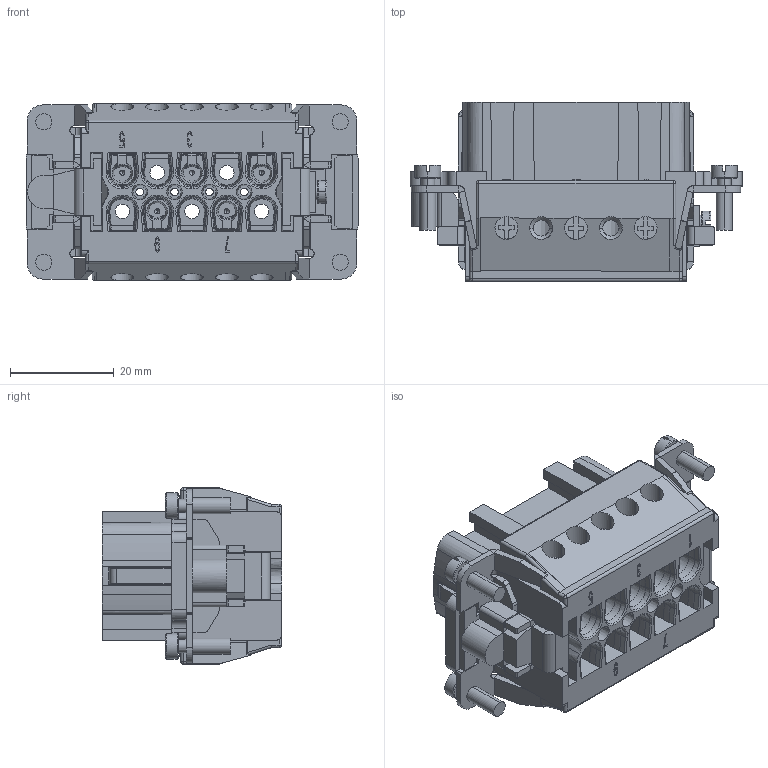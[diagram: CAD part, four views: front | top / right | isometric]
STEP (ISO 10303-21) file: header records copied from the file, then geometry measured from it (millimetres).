
FILE_DESCRIPTION((''),'2;1');
FILE_NAME('HVE-003-F','2017-07-31T',('tl.yang'),(''),'PRO/ENGINEER BY PARAMETRIC TECHNOLOGY CORPORATION, 2011500','PRO/ENGINEER BY PARAMETRIC TECHNOLOGY CORPORATION, 2011500','');
FILE_SCHEMA(('CONFIG_CONTROL_DESIGN'));
Products named in the file (1): HVE-003-F
Bounding box: 63.9 x 34.5 x 34 mm (x, y, z)
Volume: 28574.1 mm3; surface area: 23801.9 mm2
Topology: 2 solids, 2 shells, 1969 faces, 5427 edges, 3442 vertices
Faces by surface type: plane 1202, cylinder 517, cone 132, bspline 56, extrusion 30, torus 24, sphere 8
Entity records: 66378 total; most frequent: CARTESIAN_POINT 16875, ORIENTED_EDGE 10802, DIRECTION 9623, EDGE_CURVE 5401, VECTOR 3713, LINE 3683, VERTEX_POINT 3442, AXIS2_PLACEMENT_3D 2955
